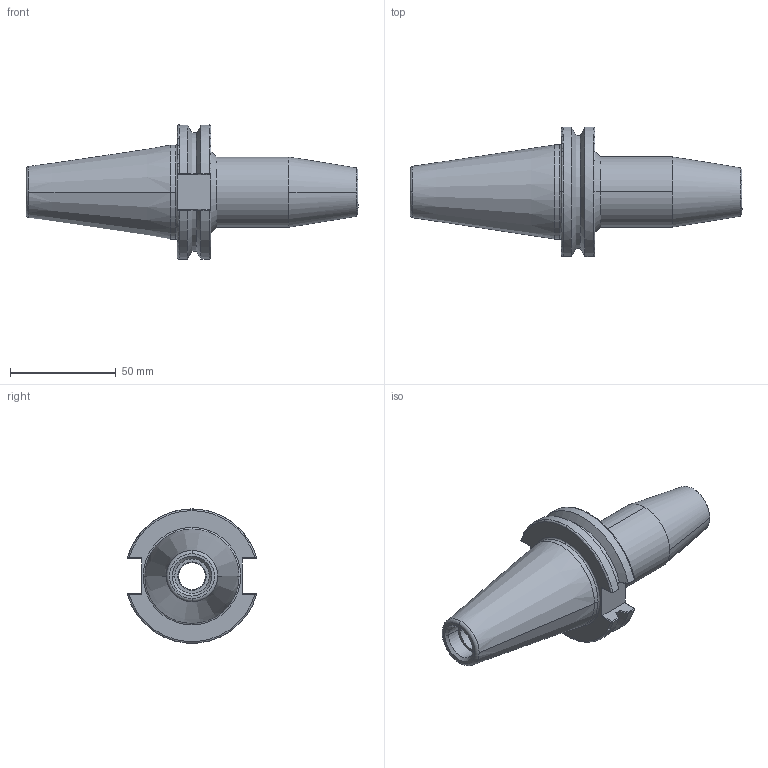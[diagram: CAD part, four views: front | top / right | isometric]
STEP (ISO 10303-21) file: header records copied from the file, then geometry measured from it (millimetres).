
FILE_DESCRIPTION (( 'STEP AP203' ), '1' );
FILE_NAME ('CAT40-SF.500-3.5.stp', '2018-01-08T18:16:20', ( '' ), ( '' ), 'SwSTEP 2.0', 'SolidWorks 2017', '' );
FILE_SCHEMA (( 'CONFIG_CONTROL_DESIGN' ));
Length unit declared in the file: inch
Products named in the file (1): CAT40-SF.500-3.5
Bounding box: 156.84 x 61.14 x 63.38 mm (x, y, z)
Volume: 143599.8 mm3; surface area: 28902.5 mm2
Topology: 1 solids, 1 shells, 100 faces, 256 edges, 161 vertices
Faces by surface type: plane 32, bspline 28, cylinder 18, cone 12, torus 10
Entity records: 4308 total; most frequent: CARTESIAN_POINT 1921, ORIENTED_EDGE 508, DIRECTION 434, EDGE_CURVE 254, VERTEX_POINT 161, AXIS2_PLACEMENT_3D 155, VECTOR 124, LINE 124
